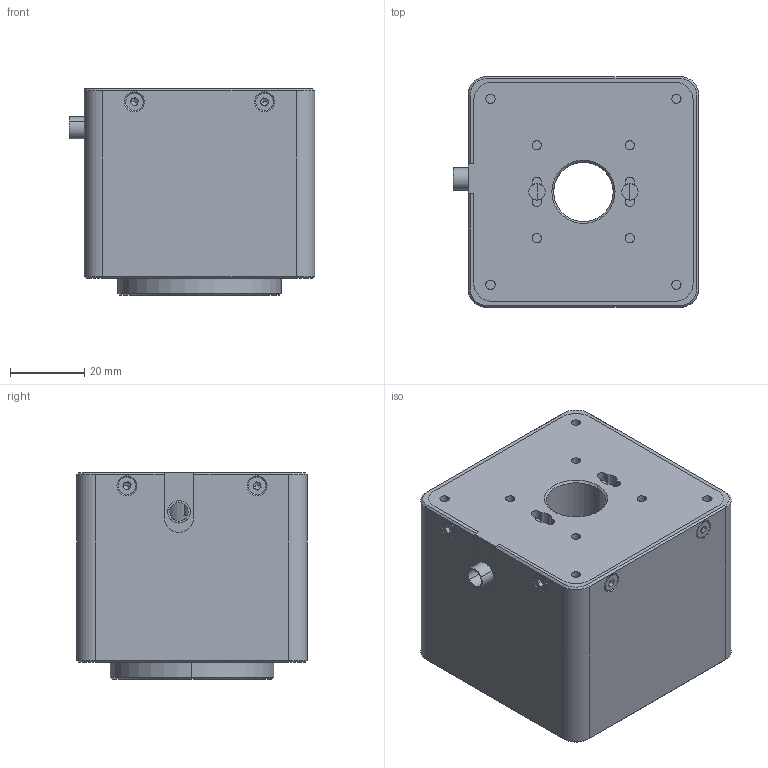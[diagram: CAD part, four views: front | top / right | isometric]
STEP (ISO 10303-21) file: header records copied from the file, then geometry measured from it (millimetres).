
FILE_DESCRIPTION (( 'STEP AP203' ), '1' );
FILE_NAME ('21052需求评估三维外形尺寸图-2021.05.21.STEP', '2021-05-21T00:30:42', ( 'User' ), ( 'china' ), 'SwSTEP 2.0', 'SolidWorks 2016', '' );
FILE_SCHEMA (( 'CONFIG_CONTROL_DESIGN' ));
Length unit declared in the file: millimetre
Products named in the file (1): 21052需求评估三维外形尺寸图-2021.05.21
Bounding box: 66 x 62 x 55.5 mm (x, y, z)
Surface area: 27437.7 mm2 (no closed solid volume)
Topology: 0 solids, 15 shells, 235 faces, 715 edges, 456 vertices
Faces by surface type: plane 125, cylinder 64, cone 46
Entity records: 7871 total; most frequent: DIRECTION 1431, CARTESIAN_POINT 1391, ORIENTED_EDGE 1159, EDGE_CURVE 699, AXIS2_PLACEMENT_3D 496, VERTEX_POINT 456, VECTOR 439, LINE 439
